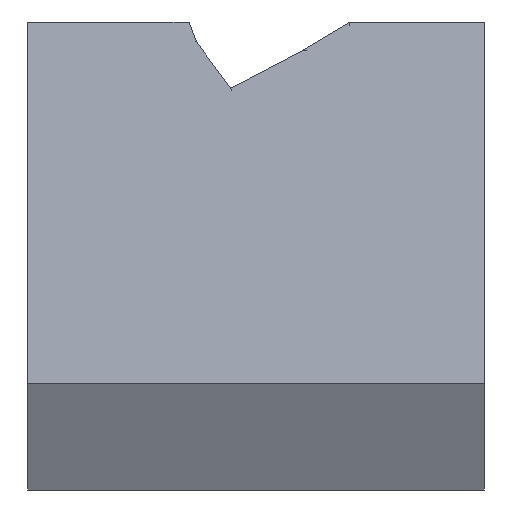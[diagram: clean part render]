
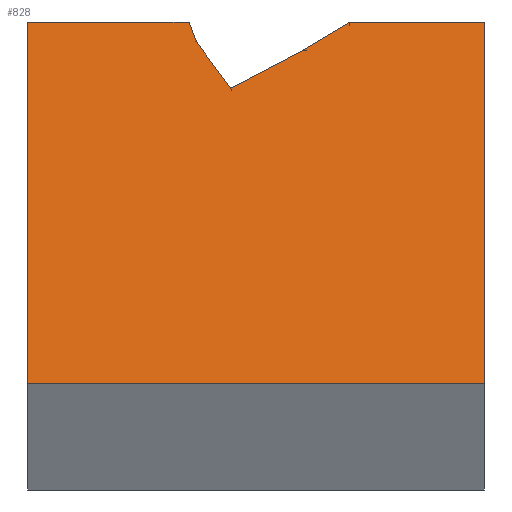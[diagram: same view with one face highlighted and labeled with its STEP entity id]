
A CAD part, top view. The second image highlights one B-rep face of the part: STEP entity #828.
In plain terms, the highlighted planar face has unit normal (0, 0.153, 0.988).
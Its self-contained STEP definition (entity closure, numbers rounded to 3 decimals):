
#64=FACE_OUTER_BOUND('',#118,.T.);
#118=EDGE_LOOP('',(#671,#672,#673,#674,#675,#676,#677,#678,#679,#680));
#125=LINE('',#1128,#234);
#160=LINE('',#1198,#269);
#161=LINE('',#1201,#270);
#163=LINE('',#1205,#272);
#219=LINE('',#1317,#328);
#222=LINE('',#1322,#331);
#223=LINE('',#1325,#332);
#224=LINE('',#1326,#333);
#225=LINE('',#1328,#334);
#226=LINE('',#1329,#335);
#234=VECTOR('',#907,10.);
#269=VECTOR('',#968,10.);
#270=VECTOR('',#971,10.);
#272=VECTOR('',#975,10.);
#328=VECTOR('',#1095,10.);
#331=VECTOR('',#1100,10.);
#332=VECTOR('',#1103,10.);
#333=VECTOR('',#1104,10.);
#334=VECTOR('',#1105,10.);
#335=VECTOR('',#1106,10.);
#343=VERTEX_POINT('',#1125);
#344=VERTEX_POINT('',#1127);
#365=VERTEX_POINT('',#1194);
#366=VERTEX_POINT('',#1196);
#367=VERTEX_POINT('',#1200);
#368=VERTEX_POINT('',#1204);
#392=VERTEX_POINT('',#1316);
#393=VERTEX_POINT('',#1320);
#394=VERTEX_POINT('',#1324);
#395=VERTEX_POINT('',#1327);
#400=EDGE_CURVE('',#343,#344,#125,.T.);
#435=EDGE_CURVE('',#365,#366,#160,.T.);
#436=EDGE_CURVE('',#366,#367,#161,.T.);
#438=EDGE_CURVE('',#367,#368,#163,.T.);
#494=EDGE_CURVE('',#368,#392,#219,.T.);
#497=EDGE_CURVE('',#392,#393,#222,.T.);
#498=EDGE_CURVE('',#394,#393,#223,.T.);
#499=EDGE_CURVE('',#344,#394,#224,.T.);
#500=EDGE_CURVE('',#343,#395,#225,.T.);
#501=EDGE_CURVE('',#365,#395,#226,.T.);
#671=ORIENTED_EDGE('',*,*,#435,.T.);
#672=ORIENTED_EDGE('',*,*,#436,.T.);
#673=ORIENTED_EDGE('',*,*,#438,.T.);
#674=ORIENTED_EDGE('',*,*,#494,.T.);
#675=ORIENTED_EDGE('',*,*,#497,.T.);
#676=ORIENTED_EDGE('',*,*,#498,.F.);
#677=ORIENTED_EDGE('',*,*,#499,.F.);
#678=ORIENTED_EDGE('',*,*,#400,.F.);
#679=ORIENTED_EDGE('',*,*,#500,.T.);
#680=ORIENTED_EDGE('',*,*,#501,.F.);
#774=PLANE('',#896);
#828=ADVANCED_FACE('',(#64),#774,.T.);
#896=AXIS2_PLACEMENT_3D('',#1323,#1101,#1102);
#907=DIRECTION('',(-1.,0.,0.));
#968=DIRECTION('',(-0.38,-0.914,0.142));
#971=DIRECTION('',(-0.853,-0.515,0.08));
#975=DIRECTION('',(-0.883,-0.464,0.072));
#1095=DIRECTION('',(-0.588,0.799,-0.124));
#1100=DIRECTION('',(-0.347,0.927,-0.144));
#1101=DIRECTION('center_axis',(0.,0.153,
0.988));
#1102=DIRECTION('ref_axis',(1.,0.,0.));
#1103=DIRECTION('',(1.,0.,0.));
#1104=DIRECTION('',(0.,0.988,-0.153));
#1105=DIRECTION('',(0.,0.988,-0.153));
#1106=DIRECTION('',(1.,0.,0.));
#1125=CARTESIAN_POINT('',(5.,26.634,984.933));
#1127=CARTESIAN_POINT('',(-5.,26.634,984.933));
#1128=CARTESIAN_POINT('',(0.,26.634,984.933));
#1194=CARTESIAN_POINT('',(2.042,34.54,983.708));
#1196=CARTESIAN_POINT('',(2.035,34.522,983.711));
#1198=CARTESIAN_POINT('',(1.31,32.776,983.982));
#1200=CARTESIAN_POINT('',(1.027,33.914,983.805));
#1201=CARTESIAN_POINT('',(-1.185,32.579,984.012));
#1204=CARTESIAN_POINT('',(-0.552,33.085,983.934));
#1205=CARTESIAN_POINT('',(-1.592,32.538,984.019));
#1316=CARTESIAN_POINT('',(-1.302,34.106,983.776));
#1317=CARTESIAN_POINT('',(-1.327,34.139,983.771));
#1320=CARTESIAN_POINT('',(-1.465,34.54,983.708));
#1322=CARTESIAN_POINT('',(-1.058,33.453,983.877));
#1323=CARTESIAN_POINT('Origin',(-5.,30.587,984.321));
#1324=CARTESIAN_POINT('',(-5.,34.54,983.708));
#1325=CARTESIAN_POINT('',(0.,34.54,983.708));
#1326=CARTESIAN_POINT('',(-5.,30.587,984.321));
#1327=CARTESIAN_POINT('',(5.,34.54,983.708));
#1328=CARTESIAN_POINT('',(5.,30.587,984.321));
#1329=CARTESIAN_POINT('',(0.,34.54,983.708));
